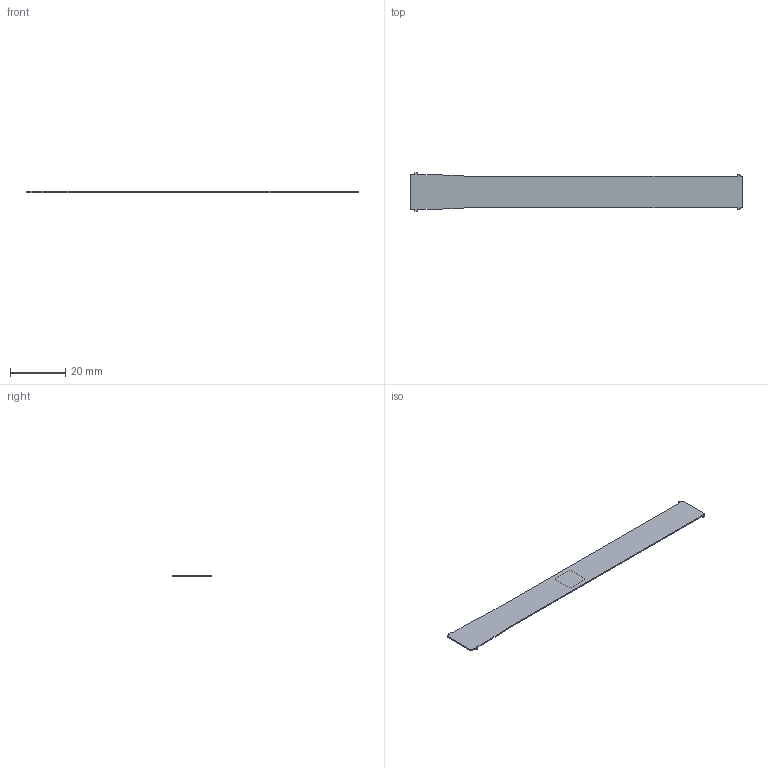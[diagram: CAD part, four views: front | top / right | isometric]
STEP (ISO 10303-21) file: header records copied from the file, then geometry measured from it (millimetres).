
FILE_DESCRIPTION(('Open CASCADE Model'),'2;1');
FILE_NAME('Open CASCADE Shape Model','2022-03-09T11:36:39',('Author'),( 'Open CASCADE'),'Open CASCADE STEP processor 6.8','Open CASCADE 6.8' ,'Unknown');
FILE_SCHEMA(('AUTOMOTIVE_DESIGN { 1 0 10303 214 1 1 1 1 }'));
Length unit declared in the file: millimetre
Products named in the file (6): PCB; Board; Open CASCADE STEP translator 6.8 6.1.1; LA1; 6411200288; Extruded
Assembly tree (5 placements, depth 4):
  PCB
    Board
      Open CASCADE STEP translator 6.8 6.1.1
    LA1
      6411200288
        Extruded
Bounding box: 120 x 14 x 0.41 mm (x, y, z)
Volume: 584.6 mm3; surface area: 3035.3 mm2
Topology: 2 solids, 2 shells, 58 faces, 162 edges, 108 vertices
Faces by surface type: plane 40, cylinder 18
Entity records: 1982 total; most frequent: CARTESIAN_POINT 334, DIRECTION 326, ORIENTED_EDGE 324, EDGE_CURVE 162, LINE 126, VECTOR 126, VERTEX_POINT 108, AXIS2_PLACEMENT_3D 100
